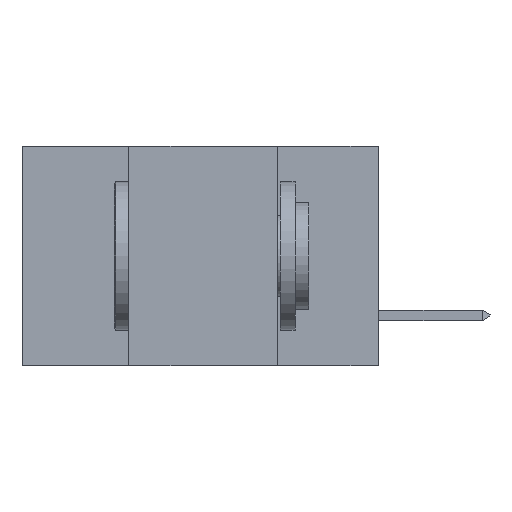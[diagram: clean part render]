
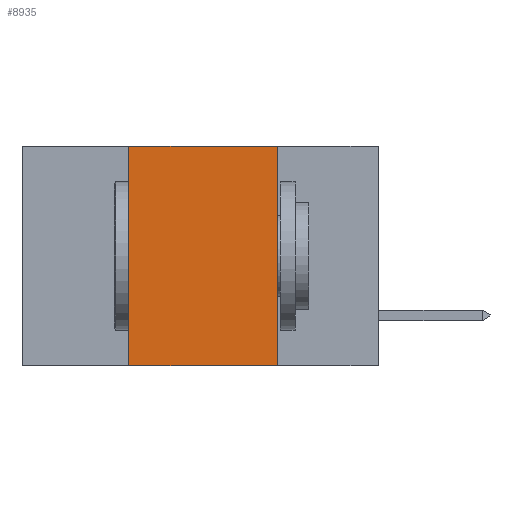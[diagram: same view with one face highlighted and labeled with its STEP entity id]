
A CAD part, left-side view. The second image highlights one B-rep face of the part: STEP entity #8935.
In plain terms, the highlighted planar face has unit normal (-1, 0, 0).
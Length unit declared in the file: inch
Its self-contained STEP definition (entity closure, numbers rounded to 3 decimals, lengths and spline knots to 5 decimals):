
#92 = VECTOR ( 'NONE', #6040, 39.37008 ) ;
#375 = CARTESIAN_POINT ( 'NONE',  ( 0., 0.42, -0.37 ) ) ;
#748 = VECTOR ( 'NONE', #12703, 39.37008 ) ;
#1142 = LINE ( 'NONE', #9900, #5491 ) ;
#1745 = VERTEX_POINT ( 'NONE', #6793 ) ;
#1939 = ORIENTED_EDGE ( 'NONE', *, *, #3158, .F. ) ;
#2233 = EDGE_CURVE ( 'NONE', #14543, #1745, #6900, .T. ) ;
#2239 = ORIENTED_EDGE ( 'NONE', *, *, #12781, .T. ) ;
#2877 = VERTEX_POINT ( 'NONE', #14450 ) ;
#3158 = EDGE_CURVE ( 'NONE', #1745, #2877, #10088, .T. ) ;
#3273 = CARTESIAN_POINT ( 'NONE',  ( 0., 0.42, -0.37 ) ) ;
#3841 = DIRECTION ( 'NONE',  ( 0., 0., -1. ) ) ;
#5272 = CARTESIAN_POINT ( 'NONE',  ( 0., 0.17, -0.37 ) ) ;
#5491 = VECTOR ( 'NONE', #6531, 39.37008 ) ;
#6040 = DIRECTION ( 'NONE',  ( 0., -1., 0. ) ) ;
#6077 = ORIENTED_EDGE ( 'NONE', *, *, #2233, .F. ) ;
#6531 = DIRECTION ( 'NONE',  ( 0., -1., 0. ) ) ;
#6793 = CARTESIAN_POINT ( 'NONE',  ( 0., 0.42, 0. ) ) ;
#6900 = LINE ( 'NONE', #3273, #748 ) ;
#6933 = AXIS2_PLACEMENT_3D ( 'NONE', #14180, #10798, #3841 ) ;
#6985 = VERTEX_POINT ( 'NONE', #5272 ) ;
#7576 = EDGE_LOOP ( 'NONE', ( #11046, #1939, #6077, #2239 ) ) ;
#8935 = ADVANCED_FACE ( 'NONE', ( #14120 ), #12033, .F. ) ;
#9900 = CARTESIAN_POINT ( 'NONE',  ( 0., 0.6, -0.37 ) ) ;
#10088 = LINE ( 'NONE', #12863, #92 ) ;
#10321 = LINE ( 'NONE', #13578, #13408 ) ;
#10798 = DIRECTION ( 'NONE',  ( 1., 0., 0. ) ) ;
#11046 = ORIENTED_EDGE ( 'NONE', *, *, #12553, .F. ) ;
#12033 = PLANE ( 'NONE',  #6933 ) ;
#12553 = EDGE_CURVE ( 'NONE', #2877, #6985, #10321, .T. ) ;
#12703 = DIRECTION ( 'NONE',  ( 0., 0., 1. ) ) ;
#12781 = EDGE_CURVE ( 'NONE', #14543, #6985, #1142, .T. ) ;
#12863 = CARTESIAN_POINT ( 'NONE',  ( 0., 0.6, 0. ) ) ;
#13408 = VECTOR ( 'NONE', #13537, 39.37008 ) ;
#13537 = DIRECTION ( 'NONE',  ( 0., 0., -1. ) ) ;
#13578 = CARTESIAN_POINT ( 'NONE',  ( 0., 0.17, -0.37 ) ) ;
#14120 = FACE_OUTER_BOUND ( 'NONE', #7576, .T. ) ;
#14180 = CARTESIAN_POINT ( 'NONE',  ( 0., 0.6, 0. ) ) ;
#14450 = CARTESIAN_POINT ( 'NONE',  ( 0., 0.17, 0. ) ) ;
#14543 = VERTEX_POINT ( 'NONE', #375 ) ;
